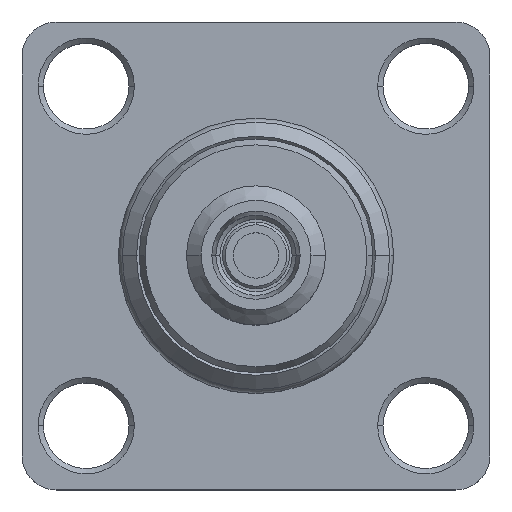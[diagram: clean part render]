
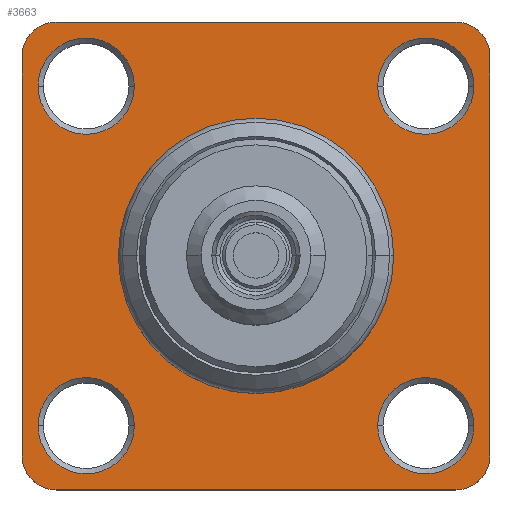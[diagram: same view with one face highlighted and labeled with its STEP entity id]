
A CAD part, top view. The second image highlights one B-rep face of the part: STEP entity #3663.
In plain terms, the highlighted planar face has unit normal (0, 0, 1).
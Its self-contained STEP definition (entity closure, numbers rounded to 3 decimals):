
#129=DIRECTION('',(0.,1.,0.));
#130=VECTOR('',#129,14.96);
#131=CARTESIAN_POINT('',(8.75,-7.48,7.3));
#132=LINE('',#131,#130);
#137=DIRECTION('',(1.,0.,0.));
#138=VECTOR('',#137,14.96);
#139=CARTESIAN_POINT('',(-7.48,-8.75,7.3));
#140=LINE('',#139,#138);
#153=DIRECTION('',(0.,-1.,0.));
#154=VECTOR('',#153,14.96);
#155=CARTESIAN_POINT('',(-8.75,7.48,7.3));
#156=LINE('',#155,#154);
#169=DIRECTION('',(-1.,0.,0.));
#170=VECTOR('',#169,14.96);
#171=CARTESIAN_POINT('',(7.48,8.75,7.3));
#172=LINE('',#171,#170);
#181=CARTESIAN_POINT('',(7.48,7.48,7.3));
#182=DIRECTION('',(0.,0.,1.));
#183=DIRECTION('',(1.,0.,0.));
#184=AXIS2_PLACEMENT_3D('',#181,#182,#183);
#186=CARTESIAN_POINT('',(7.48,-7.48,7.3));
#187=DIRECTION('',(0.,0.,1.));
#188=DIRECTION('',(0.,-1.,0.));
#189=AXIS2_PLACEMENT_3D('',#186,#187,#188);
#191=CARTESIAN_POINT('',(-7.48,-7.48,7.3));
#192=DIRECTION('',(0.,0.,1.));
#193=DIRECTION('',(-1.,0.,0.));
#194=AXIS2_PLACEMENT_3D('',#191,#192,#193);
#196=CARTESIAN_POINT('',(-7.48,7.48,7.3));
#197=DIRECTION('',(0.,0.,1.));
#198=DIRECTION('',(0.,1.,0.));
#199=AXIS2_PLACEMENT_3D('',#196,#197,#198);
#201=CARTESIAN_POINT('',(0.,0.,7.3));
#202=DIRECTION('',(0.,0.,1.));
#203=DIRECTION('',(0.,1.,0.));
#204=AXIS2_PLACEMENT_3D('',#201,#202,#203);
#206=CARTESIAN_POINT('',(0.,0.,7.3));
#207=DIRECTION('',(0.,0.,-1.));
#208=DIRECTION('',(0.,1.,0.));
#209=AXIS2_PLACEMENT_3D('',#206,#207,#208);
#211=CARTESIAN_POINT('',(-6.35,-6.35,7.3));
#212=DIRECTION('',(0.,0.,-1.));
#213=DIRECTION('',(1.,0.,0.));
#214=AXIS2_PLACEMENT_3D('',#211,#212,#213);
#216=CARTESIAN_POINT('',(-6.35,-6.35,7.3));
#217=DIRECTION('',(0.,0.,-1.));
#218=DIRECTION('',(-1.,0.,0.));
#219=AXIS2_PLACEMENT_3D('',#216,#217,#218);
#221=CARTESIAN_POINT('',(-6.35,6.35,7.3));
#222=DIRECTION('',(0.,0.,-1.));
#223=DIRECTION('',(1.,0.,0.));
#224=AXIS2_PLACEMENT_3D('',#221,#222,#223);
#226=CARTESIAN_POINT('',(-6.35,6.35,7.3));
#227=DIRECTION('',(0.,0.,-1.));
#228=DIRECTION('',(-1.,0.,0.));
#229=AXIS2_PLACEMENT_3D('',#226,#227,#228);
#231=CARTESIAN_POINT('',(6.35,6.35,7.3));
#232=DIRECTION('',(0.,0.,-1.));
#233=DIRECTION('',(1.,0.,0.));
#234=AXIS2_PLACEMENT_3D('',#231,#232,#233);
#236=CARTESIAN_POINT('',(6.35,6.35,7.3));
#237=DIRECTION('',(0.,0.,-1.));
#238=DIRECTION('',(-1.,0.,0.));
#239=AXIS2_PLACEMENT_3D('',#236,#237,#238);
#241=CARTESIAN_POINT('',(6.35,-6.35,7.3));
#242=DIRECTION('',(0.,0.,-1.));
#243=DIRECTION('',(1.,0.,0.));
#244=AXIS2_PLACEMENT_3D('',#241,#242,#243);
#246=CARTESIAN_POINT('',(6.35,-6.35,7.3));
#247=DIRECTION('',(0.,0.,-1.));
#248=DIRECTION('',(-1.,0.,0.));
#249=AXIS2_PLACEMENT_3D('',#246,#247,#248);
#2980=CARTESIAN_POINT('',(0.,5.15,7.3));
#2981=CARTESIAN_POINT('',(0.,-5.15,7.3));
#2982=VERTEX_POINT('',#2980);
#2983=VERTEX_POINT('',#2981);
#2996=CARTESIAN_POINT('',(8.75,7.48,7.3));
#2997=VERTEX_POINT('',#2996);
#2998=CARTESIAN_POINT('',(7.48,8.75,7.3));
#2999=VERTEX_POINT('',#2998);
#3004=CARTESIAN_POINT('',(-7.48,8.75,7.3));
#3005=VERTEX_POINT('',#3004);
#3006=CARTESIAN_POINT('',(-8.75,7.48,7.3));
#3007=VERTEX_POINT('',#3006);
#3012=CARTESIAN_POINT('',(-8.75,-7.48,7.3));
#3013=VERTEX_POINT('',#3012);
#3014=CARTESIAN_POINT('',(-7.48,-8.75,7.3));
#3015=VERTEX_POINT('',#3014);
#3020=CARTESIAN_POINT('',(7.48,-8.75,7.3));
#3021=VERTEX_POINT('',#3020);
#3022=CARTESIAN_POINT('',(8.75,-7.48,7.3));
#3023=VERTEX_POINT('',#3022);
#3024=CARTESIAN_POINT('',(-4.55,-6.35,7.3));
#3025=CARTESIAN_POINT('',(-8.15,-6.35,7.3));
#3026=VERTEX_POINT('',#3024);
#3027=VERTEX_POINT('',#3025);
#3032=CARTESIAN_POINT('',(-4.55,6.35,7.3));
#3033=CARTESIAN_POINT('',(-8.15,6.35,7.3));
#3034=VERTEX_POINT('',#3032);
#3035=VERTEX_POINT('',#3033);
#3040=CARTESIAN_POINT('',(8.15,6.35,7.3));
#3041=CARTESIAN_POINT('',(4.55,6.35,7.3));
#3042=VERTEX_POINT('',#3040);
#3043=VERTEX_POINT('',#3041);
#3048=CARTESIAN_POINT('',(8.15,-6.35,7.3));
#3049=CARTESIAN_POINT('',(4.55,-6.35,7.3));
#3050=VERTEX_POINT('',#3048);
#3051=VERTEX_POINT('',#3049);
#3618=CARTESIAN_POINT('',(0.,0.,7.3));
#3619=DIRECTION('',(0.,0.,1.));
#3620=DIRECTION('',(0.,1.,0.));
#3621=AXIS2_PLACEMENT_3D('',#3618,#3619,#3620);
#3622=PLANE('',#3621);
#3623=ORIENTED_EDGE('',*,*,#3514,.F.);
#3624=ORIENTED_EDGE('',*,*,#3530,.F.);
#3625=ORIENTED_EDGE('',*,*,#3543,.F.);
#3626=ORIENTED_EDGE('',*,*,#3556,.F.);
#3627=ORIENTED_EDGE('',*,*,#3571,.F.);
#3628=ORIENTED_EDGE('',*,*,#3584,.F.);
#3629=ORIENTED_EDGE('',*,*,#3599,.F.);
#3630=ORIENTED_EDGE('',*,*,#3611,.F.);
#3631=EDGE_LOOP('',(#3623,#3624,#3625,#3626,#3627,#3628,#3629,#3630));
#3632=FACE_OUTER_BOUND('',#3631,.F.);
#3634=ORIENTED_EDGE('',*,*,#3633,.T.);
#3636=ORIENTED_EDGE('',*,*,#3635,.F.);
#3637=EDGE_LOOP('',(#3634,#3636));
#3638=FACE_BOUND('',#3637,.F.);
#3640=ORIENTED_EDGE('',*,*,#3639,.F.);
#3642=ORIENTED_EDGE('',*,*,#3641,.F.);
#3643=EDGE_LOOP('',(#3640,#3642));
#3644=FACE_BOUND('',#3643,.F.);
#3646=ORIENTED_EDGE('',*,*,#3645,.F.);
#3648=ORIENTED_EDGE('',*,*,#3647,.F.);
#3649=EDGE_LOOP('',(#3646,#3648));
#3650=FACE_BOUND('',#3649,.F.);
#3652=ORIENTED_EDGE('',*,*,#3651,.F.);
#3654=ORIENTED_EDGE('',*,*,#3653,.F.);
#3655=EDGE_LOOP('',(#3652,#3654));
#3656=FACE_BOUND('',#3655,.F.);
#3658=ORIENTED_EDGE('',*,*,#3657,.F.);
#3660=ORIENTED_EDGE('',*,*,#3659,.F.);
#3661=EDGE_LOOP('',(#3658,#3660));
#3662=FACE_BOUND('',#3661,.F.);
#3663=ADVANCED_FACE('',(#3632,#3638,#3644,#3650,#3656,#3662),#3622,.T.);
#185=CIRCLE('',#184,1.27);
#190=CIRCLE('',#189,1.27);
#195=CIRCLE('',#194,1.27);
#200=CIRCLE('',#199,1.27);
#205=CIRCLE('',#204,5.15);
#210=CIRCLE('',#209,5.15);
#215=CIRCLE('',#214,1.8);
#220=CIRCLE('',#219,1.8);
#225=CIRCLE('',#224,1.8);
#230=CIRCLE('',#229,1.8);
#235=CIRCLE('',#234,1.8);
#240=CIRCLE('',#239,1.8);
#245=CIRCLE('',#244,1.8);
#250=CIRCLE('',#249,1.8);
#3514=EDGE_CURVE('',#2997,#2999,#185,.T.);
#3530=EDGE_CURVE('',#3023,#2997,#132,.T.);
#3543=EDGE_CURVE('',#3021,#3023,#190,.T.);
#3556=EDGE_CURVE('',#3015,#3021,#140,.T.);
#3571=EDGE_CURVE('',#3013,#3015,#195,.T.);
#3584=EDGE_CURVE('',#3007,#3013,#156,.T.);
#3599=EDGE_CURVE('',#3005,#3007,#200,.T.);
#3611=EDGE_CURVE('',#2999,#3005,#172,.T.);
#3633=EDGE_CURVE('',#2982,#2983,#205,.T.);
#3635=EDGE_CURVE('',#2982,#2983,#210,.T.);
#3639=EDGE_CURVE('',#3026,#3027,#215,.T.);
#3641=EDGE_CURVE('',#3027,#3026,#220,.T.);
#3645=EDGE_CURVE('',#3034,#3035,#225,.T.);
#3647=EDGE_CURVE('',#3035,#3034,#230,.T.);
#3651=EDGE_CURVE('',#3042,#3043,#235,.T.);
#3653=EDGE_CURVE('',#3043,#3042,#240,.T.);
#3657=EDGE_CURVE('',#3050,#3051,#245,.T.);
#3659=EDGE_CURVE('',#3051,#3050,#250,.T.);
